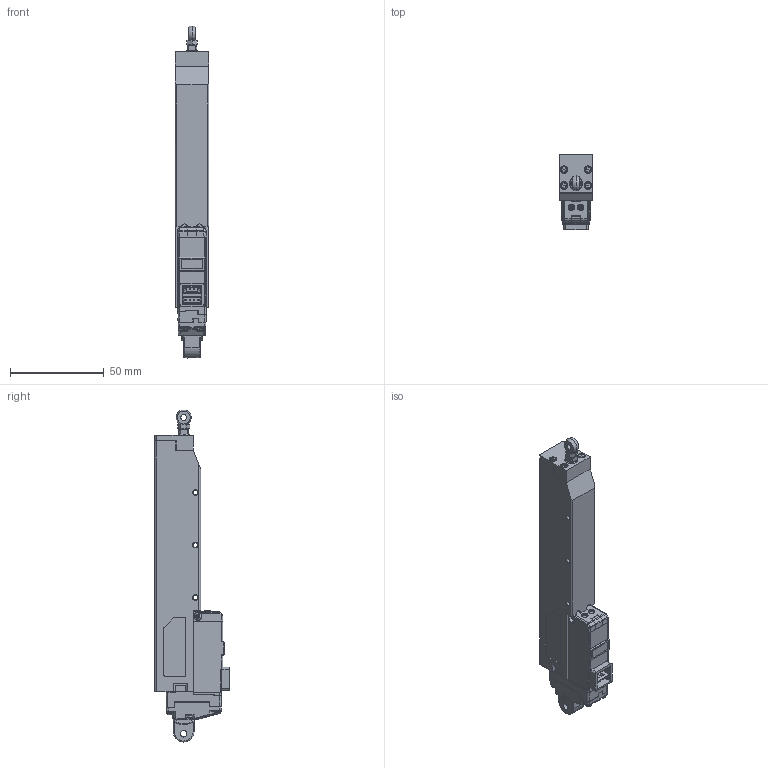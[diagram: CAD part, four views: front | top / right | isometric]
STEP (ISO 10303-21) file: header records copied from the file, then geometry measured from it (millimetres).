
FILE_DESCRIPTION (( 'STEP AP203' ), '1' );
FILE_NAME ('L12-xxxxx-10-Servo Series_Rev03_20250523.STEP', '2025-06-05T08:39:56', ( '' ), ( '' ), 'SwSTEP 2.0', 'SolidWorks 2020', '' );
FILE_SCHEMA (( 'CONFIG_CONTROL_DESIGN' ));
Length unit declared in the file: millimetre
Products named in the file (27): IRMIP0032 LENS; IROIX0013 NUT, M3.0-2.4T NI; IROIX0003 SCREW, CS T1.4x4 PLS STL NI-1; L12-xxxxx-10-Servo Series_Rev03_20250523; IRMIP0041 HINGE; IREAB0010 PCBA, MAIN-1; IRMIN0003 COVER POT 100; IROIX0008 SCREW, PH T1.7X18 PLS STL NI; IRMIP0007 COVER END; IROIX0022 SCREW, PH M2.5x5 PLS, STL BK; IROIX0010 SCREW, PH T 2X4 PLS STL BK; IRMIP0002 SPACER; IRMID0003 CASE, STROKE 100; IRMIT0018 NUT, ROD END SUS; MAIN_PCB(4pin); IRMIT0063 ROD END TIP ROUND, IR-MC01; IRMIT0052 NUT, HINGE; IRMIP031 COVER, LENS; MOLEX_4PIN-熱霜-1; IROIX0009 SCREW, PH T 2x12 PLS STL NI; IRMIP0030 COVER, MOTOR TOP; IROIX0005 SCREW, PH M2x6 PLS  STL BK; IRMIT0005 ROD 100, TR4 METAL; IRMIP0008 CASE, PT BTM; IROIX0009 SCREW, PH T 2x18 PLS STL NI; IRMIP0029 CASE, PT TOP; IROIX0004 SCREW, PH M2x10 PLS  STL BK
Assembly tree (38 placements, depth 3):
  L12-xxxxx-10-Servo Series_Rev03_20250523
    IRMIP0008 CASE, PT BTM
    IRMIP0029 CASE, PT TOP
    IRMIT0052 NUT, HINGE
    IROIX0008 SCREW, PH T1.7X18 PLS STL NI  x2
    IROIX0009 SCREW, PH T 2x18 PLS STL NI  x2
    IREAB0010 PCBA, MAIN-1
      MAIN_PCB(4pin)
      MOLEX_4PIN-熱霜-1  x2
    IRMIP031 COVER, LENS
    IRMIP0032 LENS
    IROIX0010 SCREW, PH T 2X4 PLS STL BK  x2
    IROIX0009 SCREW, PH T 2x12 PLS STL NI  x3
    IRMIP0030 COVER, MOTOR TOP
    IROIX0022 SCREW, PH M2.5x5 PLS, STL BK
    IROIX0003 SCREW, CS T1.4x4 PLS STL NI-1  x5
    IRMIP0002 SPACER
    IROIX0005 SCREW, PH M2x6 PLS  STL BK  x2
    IROIX0004 SCREW, PH M2x10 PLS  STL BK  x2
    IRMIP0007 COVER END
    IRMIT0018 NUT, ROD END SUS
    IROIX0013 NUT, M3.0-2.4T NI
    IRMIP0041 HINGE
    IRMID0003 CASE, STROKE 100
    IRMIN0003 COVER POT 100
    IRMIT0005 ROD 100, TR4 METAL
    IRMIT0063 ROD END TIP ROUND, IR-MC01
Bounding box: 18 x 39.9 x 177 mm (x, y, z)
Volume: 46048.4 mm3; surface area: 45083 mm2
Topology: 37 solids, 37 shells, 2292 faces, 5966 edges, 3836 vertices
Faces by surface type: plane 1357, cylinder 617, cone 207, bspline 56, torus 50, sphere 5
Entity records: 66793 total; most frequent: CARTESIAN_POINT 16317, ORIENTED_EDGE 10060, DIRECTION 9467, EDGE_CURVE 5030, LINE 3271, VECTOR 3271, VERTEX_POINT 3260, AXIS2_PLACEMENT_3D 3098
